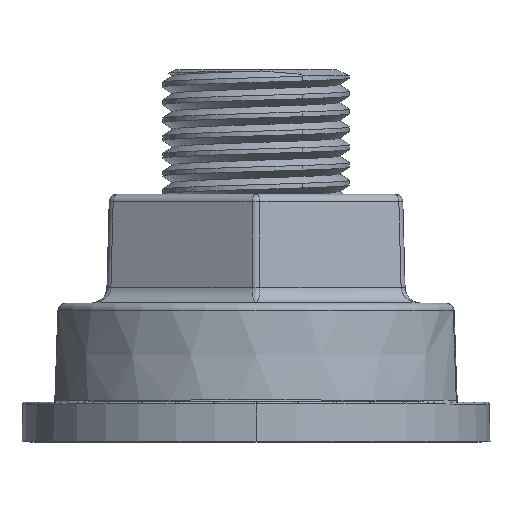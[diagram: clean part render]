
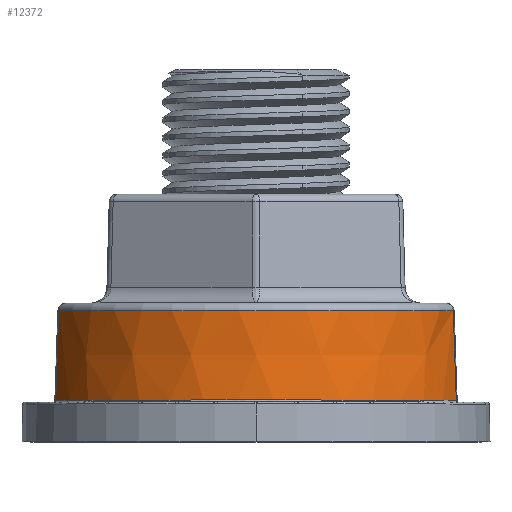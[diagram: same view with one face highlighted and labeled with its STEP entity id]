
A CAD part, top view. The second image highlights one B-rep face of the part: STEP entity #12372.
In plain terms, the highlighted conical face has half-angle 1.5 degrees and reference radius 13.462 mm.
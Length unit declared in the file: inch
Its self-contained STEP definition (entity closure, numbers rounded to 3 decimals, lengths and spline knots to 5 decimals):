
#637 = ORIENTED_EDGE ( 'NONE', *, *, #1907, .T. ) ;
#806 = CARTESIAN_POINT ( 'NONE',  ( 0.4978, 0.15052, 0.16349 ) ) ;
#828 = CARTESIAN_POINT ( 'NONE',  ( 0.49902, 0.11459, 0.16281 ) ) ;
#834 = CARTESIAN_POINT ( 'NONE',  ( 0.50024, 0.07865, 0.16211 ) ) ;
#877 = CARTESIAN_POINT ( 'NONE',  ( 0.50145, 0.04271, 0.1614 ) ) ;
#897 = CARTESIAN_POINT ( 'NONE',  ( 0.50544, -0.07513, 0.15905 ) ) ;
#924 = CARTESIAN_POINT ( 'NONE',  ( 0.50411, -0.03585, 0.15984 ) ) ;
#1286 = CARTESIAN_POINT ( 'NONE',  ( 0.50278, 0.00343, 0.16063 ) ) ;
#1724 = CARTESIAN_POINT ( 'NONE',  ( 0., -0.08, 0. ) ) ;
#1907 = EDGE_CURVE ( 'NONE', #16095, #3191, #6994, .T. ) ;
#1975 = EDGE_CURVE ( 'NONE', #3191, #6257, #11951, .T. ) ;
#1984 = ORIENTED_EDGE ( 'NONE', *, *, #19304, .T. ) ;
#2502 = EDGE_CURVE ( 'NONE', #6257, #17562, #12438, .T. ) ;
#3191 = VERTEX_POINT ( 'NONE', #15531 ) ;
#4486 = AXIS2_PLACEMENT_3D ( 'NONE', #6863, #6862, #6819 ) ;
#4714 = CARTESIAN_POINT ( 'NONE',  ( -0.4978, 0.15052, 0.16349 ) ) ;
#5773 = CARTESIAN_POINT ( 'NONE',  ( 0.4978, 0.15052, 0.16349 ) ) ;
#6257 = VERTEX_POINT ( 'NONE', #14253 ) ;
#6529 = AXIS2_PLACEMENT_3D ( 'NONE', #18028, #8380, #19676 ) ;
#6819 = DIRECTION ( 'NONE',  ( 0., 0., -1. ) ) ;
#6862 = DIRECTION ( 'NONE',  ( 0., 1., 0. ) ) ;
#6863 = CARTESIAN_POINT ( 'NONE',  ( 0., -0.07513, 0. ) ) ;
#6994 = B_SPLINE_CURVE_WITH_KNOTS ( 'NONE', 3,
 ( #8370, #7956, #7943, #7900, #7895, #7878, #7873 ),
 .UNSPECIFIED., .F., .F.,
 ( 4, 3, 4 ),
 ( 0.0005, 0.00324, 0.00623 ),
 .UNSPECIFIED. ) ;
#7873 = CARTESIAN_POINT ( 'NONE',  ( -0.50544, -0.07513, 0.15905 ) ) ;
#7878 = CARTESIAN_POINT ( 'NONE',  ( -0.50411, -0.03585, 0.15984 ) ) ;
#7895 = CARTESIAN_POINT ( 'NONE',  ( -0.50278, 0.00343, 0.16063 ) ) ;
#7900 = CARTESIAN_POINT ( 'NONE',  ( -0.50145, 0.04271, 0.1614 ) ) ;
#7943 = CARTESIAN_POINT ( 'NONE',  ( -0.50024, 0.07865, 0.16211 ) ) ;
#7956 = CARTESIAN_POINT ( 'NONE',  ( -0.49902, 0.11459, 0.16281 ) ) ;
#8370 = CARTESIAN_POINT ( 'NONE',  ( -0.4978, 0.15052, 0.16349 ) ) ;
#8380 = DIRECTION ( 'NONE',  ( 0., -1., 0. ) ) ;
#9116 = ORIENTED_EDGE ( 'NONE', *, *, #2502, .T. ) ;
#10700 = FACE_OUTER_BOUND ( 'NONE', #14146, .T. ) ;
#11254 = DIRECTION ( 'NONE',  ( 0., -1., 0. ) ) ;
#11951 = CIRCLE ( 'NONE', #4486, 0.52987 ) ;
#12372 = ADVANCED_FACE ( 'NONE', ( #10700 ), #12449, .T. ) ;
#12438 = B_SPLINE_CURVE_WITH_KNOTS ( 'NONE', 3,
 ( #897, #924, #1286, #877, #834, #828, #806 ),
 .UNSPECIFIED., .F., .F.,
 ( 4, 3, 4 ),
 ( 0.00012, 0.00312, 0.00586 ),
 .UNSPECIFIED. ) ;
#12449 = CONICAL_SURFACE ( 'NONE', #17403, 0.53, 0.026 ) ;
#14146 = EDGE_LOOP ( 'NONE', ( #9116, #1984, #637, #18115 ) ) ;
#14253 = CARTESIAN_POINT ( 'NONE',  ( 0.50544, -0.07513, 0.15905 ) ) ;
#15531 = CARTESIAN_POINT ( 'NONE',  ( -0.50544, -0.07513, 0.15905 ) ) ;
#16095 = VERTEX_POINT ( 'NONE', #4714 ) ;
#16135 = DIRECTION ( 'NONE',  ( 0., 0., -1. ) ) ;
#17403 = AXIS2_PLACEMENT_3D ( 'NONE', #1724, #11254, #16135 ) ;
#17562 = VERTEX_POINT ( 'NONE', #5773 ) ;
#17758 = CIRCLE ( 'NONE', #6529, 0.52396 ) ;
#18028 = CARTESIAN_POINT ( 'NONE',  ( 0., 0.15052, 0. ) ) ;
#18115 = ORIENTED_EDGE ( 'NONE', *, *, #1975, .T. ) ;
#19304 = EDGE_CURVE ( 'NONE', #17562, #16095, #17758, .T. ) ;
#19676 = DIRECTION ( 'NONE',  ( 0., 0., 1. ) ) ;
